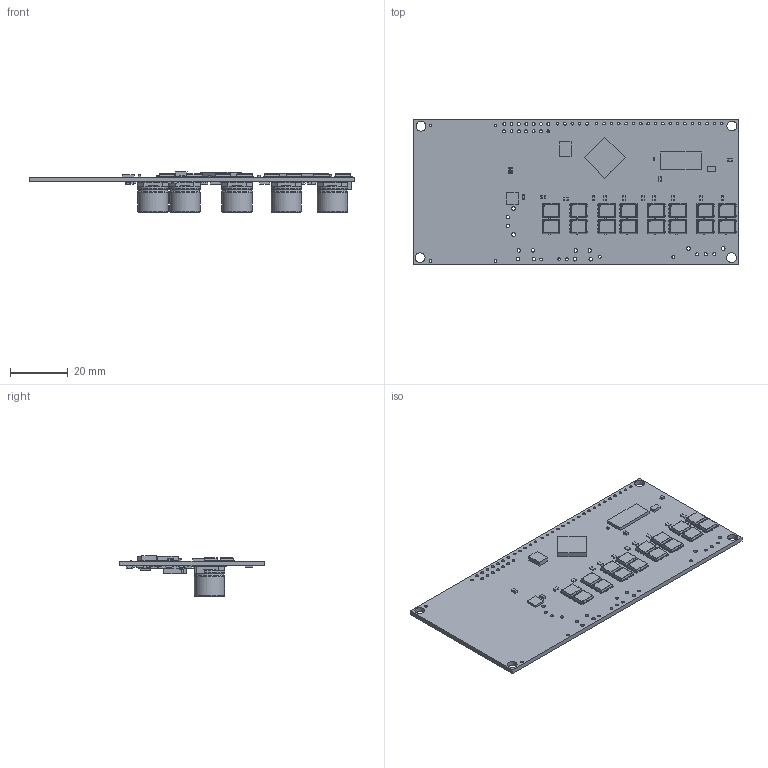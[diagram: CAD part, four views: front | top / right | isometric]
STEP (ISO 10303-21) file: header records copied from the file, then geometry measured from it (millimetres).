
FILE_DESCRIPTION(('Open CASCADE Model'),'2;1');
FILE_NAME('Open CASCADE Shape Model','2020-05-16T15:22:29',('Author'),( 'Open CASCADE'),'Open CASCADE STEP processor 6.8','Open CASCADE 6.8' ,'Unknown');
FILE_SCHEMA(('AUTOMOTIVE_DESIGN { 1 0 10303 214 1 1 1 1 }'));
Length unit declared in the file: millimetre
Products named in the file (179): PCB; Board; Open CASCADE STEP translator 6.8 1.1.1; J100; 6061861008; Extruded; C67; 0805_SMD_Capacitor; C66; 1206_SMD_Resistor; C60; 6062562160; 6062561840; C19; U8; SOT23-5; C65; 6062177424; 6062177024; R49; RES_0402_(1005_metric); R12; R29; RES_0603_(1608_metric); R26; C39; C38; R4; R2; U1; 6062565920; U2; 6061865648; XT1; 6062565600; U6; 6062566240; U4; 6062566640; U3 ...
Assembly tree (343 placements, depth 6):
  PCB
    Board
      Open CASCADE STEP translator 6.8 1.1.1
    J100
      6061861008
        Extruded
    C67
      0805_SMD_Capacitor
    C66
      1206_SMD_Resistor
    C60
      6062562160
        Extruded
      6062561840  x2
        Extruded
    C19
      6062562160
        Extruded
      6062561840  x2
        Extruded
    U8
      SOT23-5
    C65
      6062177424  x2
        Extruded
      6062177024
        Extruded
    R49
      RES_0402_(1005_metric)
    R12
      RES_0402_(1005_metric)
    R29
      RES_0603_(1608_metric)
    R26
      RES_0603_(1608_metric)
    C39
      6062177424  x2
        Extruded
      6062177024
        Extruded
    C38
      6062177424  x2
        Extruded
      6062177024
        Extruded
    R4
      RES_0603_(1608_metric)
    R2
      RES_0603_(1608_metric)
    U1
      6062565920
        Extruded
    U2
      6061865648
        Extruded
    XT1
      6062565600
        Extruded
    U6
      6062566240
Bounding box: 112.08 x 50 x 13.85 mm (x, y, z)
Volume: 14371.4 mm3; surface area: 20259.2 mm2
Topology: 367 solids, 367 shells, 4444 faces, 10625 edges, 6939 vertices
Faces by surface type: plane 4068, cylinder 257, bspline 71, torus 30, sphere 18
Full cylindrical faces by diameter (mm): 0.9 x30, 0.965 x1, 1.016 x15, 1.07 x5, 1.2 x8, 1.312 x20, 1.321 x4, 3.4 x4, 10.5 x10
Entity records: 33995 total; most frequent: CARTESIAN_POINT 8767, DIRECTION 4182, ORIENTED_EDGE 3826, EDGE_CURVE 1913, LINE 1430, VECTOR 1430, AXIS2_PLACEMENT_3D 1376, VERTEX_POINT 1231
